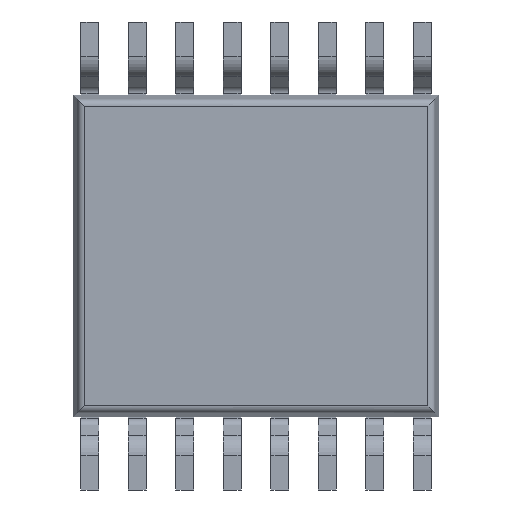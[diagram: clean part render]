
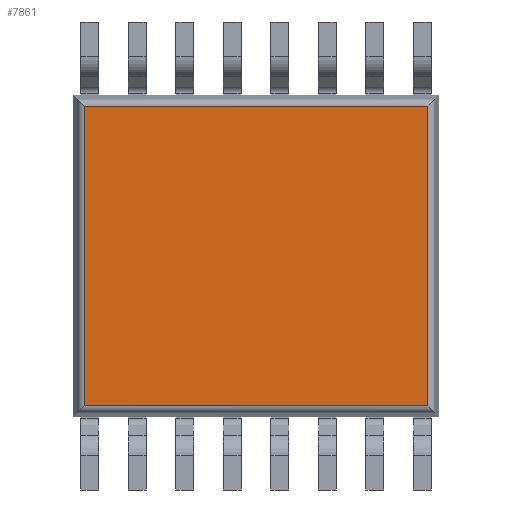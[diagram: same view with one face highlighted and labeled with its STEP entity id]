
A CAD part, front view. The second image highlights one B-rep face of the part: STEP entity #7861.
In plain terms, the highlighted planar face has unit normal (0, -1, 0).
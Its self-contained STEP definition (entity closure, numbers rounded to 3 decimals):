
#7822 = CARTESIAN_POINT ( 'NONE',  ( 2.346, 0.05, -2.046 ) ) ;
#7823 = VERTEX_POINT ( 'NONE', #7822 ) ;
#7824 = CARTESIAN_POINT ( 'NONE',  ( 2.346, 0.05, 2.046 ) ) ;
#7825 = VERTEX_POINT ( 'NONE', #7824 ) ;
#7826 = CARTESIAN_POINT ( 'NONE',  ( 2.346, 0.05, 0. ) ) ;
#7827 = DIRECTION ( 'NONE',  ( 0., 0., 1. ) ) ;
#7828 = VECTOR ( 'NONE', #7827, 1000. ) ;
#7829 = LINE ( 'NONE', #7826, #7828 ) ;
#7830 = EDGE_CURVE ( 'NONE', #7823, #7825, #7829, .T. ) ;
#7831 = ORIENTED_EDGE ( 'NONE', *, *, #7830, .T. ) ;
#7832 = CARTESIAN_POINT ( 'NONE',  ( -2.346, 0.05, 2.046 ) ) ;
#7833 = VERTEX_POINT ( 'NONE', #7832 ) ;
#7834 = CARTESIAN_POINT ( 'NONE',  ( 0., 0.05, 2.046 ) ) ;
#7835 = DIRECTION ( 'NONE',  ( -1., 0., 0. ) ) ;
#7836 = VECTOR ( 'NONE', #7835, 1000. ) ;
#7837 = LINE ( 'NONE', #7834, #7836 ) ;
#7838 = EDGE_CURVE ( 'NONE', #7825, #7833, #7837, .T. ) ;
#7839 = ORIENTED_EDGE ( 'NONE', *, *, #7838, .T. ) ;
#7840 = CARTESIAN_POINT ( 'NONE',  ( -2.346, 0.05, -2.046 ) ) ;
#7841 = VERTEX_POINT ( 'NONE', #7840 ) ;
#7842 = CARTESIAN_POINT ( 'NONE',  ( -2.346, 0.05, 0. ) ) ;
#7843 = DIRECTION ( 'NONE',  ( 0., 0., -1. ) ) ;
#7844 = VECTOR ( 'NONE', #7843, 1000. ) ;
#7845 = LINE ( 'NONE', #7842, #7844 ) ;
#7846 = EDGE_CURVE ( 'NONE', #7833, #7841, #7845, .T. ) ;
#7847 = ORIENTED_EDGE ( 'NONE', *, *, #7846, .T. ) ;
#7848 = CARTESIAN_POINT ( 'NONE',  ( 0., 0.05, -2.046 ) ) ;
#7849 = DIRECTION ( 'NONE',  ( 1., 0., 0. ) ) ;
#7850 = VECTOR ( 'NONE', #7849, 1000. ) ;
#7851 = LINE ( 'NONE', #7848, #7850 ) ;
#7852 = EDGE_CURVE ( 'NONE', #7841, #7823, #7851, .T. ) ;
#7853 = ORIENTED_EDGE ( 'NONE', *, *, #7852, .T. ) ;
#7854 = EDGE_LOOP ( 'NONE', ( #7831, #7839, #7847, #7853 ) ) ;
#7855 = FACE_OUTER_BOUND ( 'NONE', #7854, .T. ) ;
#7856 = CARTESIAN_POINT ( 'NONE',  ( 0., 0.05, 0. ) ) ;
#7857 = DIRECTION ( 'NONE',  ( 0., -1., 0. ) ) ;
#7858 = DIRECTION ( 'NONE',  ( 0., 0., -1. ) ) ;
#7859 = AXIS2_PLACEMENT_3D ( 'NONE', #7856, #7857, #7858 ) ;
#7860 = PLANE ( 'NONE', #7859 ) ;
#7861 = ADVANCED_FACE ( 'NONE', ( #7855 ), #7860, .T. ) ;
